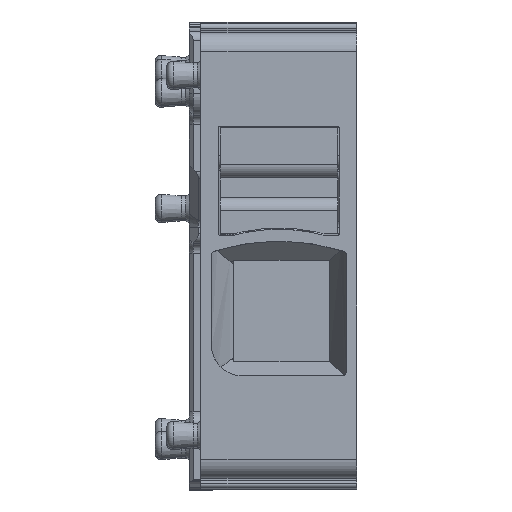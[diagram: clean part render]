
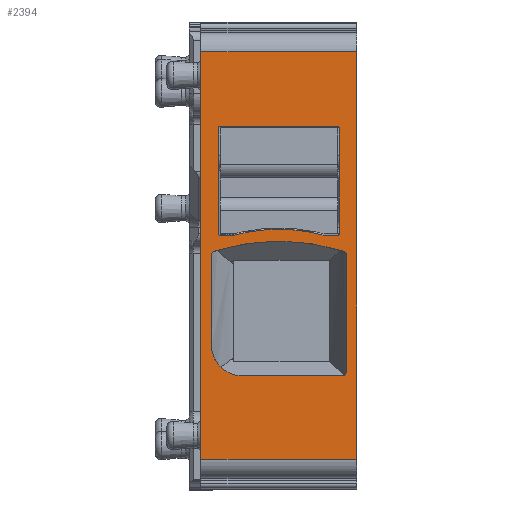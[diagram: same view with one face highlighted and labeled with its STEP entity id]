
A CAD part, top view. The second image highlights one B-rep face of the part: STEP entity #2394.
In plain terms, the highlighted planar face has unit normal (0, 0, 1).
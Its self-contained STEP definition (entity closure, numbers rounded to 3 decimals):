
#2210=AXIS2_PLACEMENT_3D('Plane Axis2P3D',#2207,#2208,#2209) ;
#2232=AXIS2_PLACEMENT_3D('Circle Axis2P3D',#2230,#2231,$) ;
#2248=AXIS2_PLACEMENT_3D('Circle Axis2P3D',#2246,#2247,$) ;
#2255=AXIS2_PLACEMENT_3D('Circle Axis2P3D',#2253,#2254,$) ;
#2262=AXIS2_PLACEMENT_3D('Circle Axis2P3D',#2260,#2261,$) ;
#2276=AXIS2_PLACEMENT_3D('Circle Axis2P3D',#2274,#2275,$) ;
#2298=AXIS2_PLACEMENT_3D('Circle Axis2P3D',#2296,#2297,$) ;
#2314=AXIS2_PLACEMENT_3D('Circle Axis2P3D',#2312,#2313,$) ;
#2328=AXIS2_PLACEMENT_3D('Circle Axis2P3D',#2326,#2327,$) ;
#2342=AXIS2_PLACEMENT_3D('Circle Axis2P3D',#2340,#2341,$) ;
#2356=AXIS2_PLACEMENT_3D('Circle Axis2P3D',#2354,#2355,$) ;
#2363=AXIS2_PLACEMENT_3D('Circle Axis2P3D',#2361,#2362,$) ;
#2370=AXIS2_PLACEMENT_3D('Circle Axis2P3D',#2368,#2369,$) ;
#2062=CARTESIAN_POINT('Vertex',(10.47,22.725,50.95)) ;
#2065=CARTESIAN_POINT('Line Origine',(10.47,12.15,50.95)) ;
#2069=CARTESIAN_POINT('Vertex',(10.47,1.575,50.95)) ;
#2181=CARTESIAN_POINT('Line Origine',(6.77,1.575,50.95)) ;
#2185=CARTESIAN_POINT('Vertex',(2.37,1.575,50.95)) ;
#2207=CARTESIAN_POINT('Axis2P3D Location',(2.37,8.3,50.95)) ;
#2212=CARTESIAN_POINT('Line Origine',(6.42,22.725,50.95)) ;
#2216=CARTESIAN_POINT('Vertex',(2.37,22.725,50.95)) ;
#2219=CARTESIAN_POINT('Line Origine',(2.37,12.15,50.95)) ;
#2230=CARTESIAN_POINT('Axis2P3D Location',(4.52,7.5,50.95)) ;
#2234=CARTESIAN_POINT('Vertex',(2.92,7.5,50.95)) ;
#2236=CARTESIAN_POINT('Vertex',(4.52,5.9,50.95)) ;
#2239=CARTESIAN_POINT('Line Origine',(2.92,9.842,50.95)) ;
#2243=CARTESIAN_POINT('Vertex',(2.92,12.183,50.95)) ;
#2246=CARTESIAN_POINT('Axis2P3D Location',(3.12,12.183,50.95)) ;
#2250=CARTESIAN_POINT('Vertex',(3.059,12.374,50.95)) ;
#2253=CARTESIAN_POINT('Axis2P3D Location',(6.42,1.9,50.95)) ;
#2257=CARTESIAN_POINT('Vertex',(9.781,12.374,50.95)) ;
#2260=CARTESIAN_POINT('Axis2P3D Location',(9.72,12.183,50.95)) ;
#2264=CARTESIAN_POINT('Vertex',(9.92,12.183,50.95)) ;
#2267=CARTESIAN_POINT('Line Origine',(9.92,9.142,50.95)) ;
#2271=CARTESIAN_POINT('Vertex',(9.92,6.1,50.95)) ;
#2274=CARTESIAN_POINT('Axis2P3D Location',(9.72,6.1,50.95)) ;
#2278=CARTESIAN_POINT('Vertex',(9.72,5.9,50.95)) ;
#2281=CARTESIAN_POINT('Line Origine',(7.12,5.9,50.95)) ;
#2296=CARTESIAN_POINT('Axis2P3D Location',(3.37,13.3,50.95)) ;
#2300=CARTESIAN_POINT('Vertex',(3.27,13.3,50.95)) ;
#2302=CARTESIAN_POINT('Vertex',(3.37,13.2,50.95)) ;
#2305=CARTESIAN_POINT('Line Origine',(3.27,16.025,50.95)) ;
#2309=CARTESIAN_POINT('Vertex',(3.27,18.75,50.95)) ;
#2312=CARTESIAN_POINT('Axis2P3D Location',(3.37,18.75,50.95)) ;
#2316=CARTESIAN_POINT('Vertex',(3.37,18.85,50.95)) ;
#2319=CARTESIAN_POINT('Line Origine',(6.42,18.85,50.95)) ;
#2323=CARTESIAN_POINT('Vertex',(9.47,18.85,50.95)) ;
#2326=CARTESIAN_POINT('Axis2P3D Location',(9.47,18.75,50.95)) ;
#2330=CARTESIAN_POINT('Vertex',(9.57,18.75,50.95)) ;
#2333=CARTESIAN_POINT('Line Origine',(9.57,16.025,50.95)) ;
#2337=CARTESIAN_POINT('Vertex',(9.57,13.3,50.95)) ;
#2340=CARTESIAN_POINT('Axis2P3D Location',(9.47,13.3,50.95)) ;
#2344=CARTESIAN_POINT('Vertex',(9.47,13.2,50.95)) ;
#2347=CARTESIAN_POINT('Line Origine',(9.12,13.2,50.95)) ;
#2351=CARTESIAN_POINT('Vertex',(8.77,13.2,50.95)) ;
#2354=CARTESIAN_POINT('Axis2P3D Location',(5.141,-1.56,50.95)) ;
#2358=CARTESIAN_POINT('Vertex',(7.959,13.376,50.95)) ;
#2361=CARTESIAN_POINT('Axis2P3D Location',(6.42,5.22,50.95)) ;
#2365=CARTESIAN_POINT('Vertex',(4.881,13.376,50.95)) ;
#2368=CARTESIAN_POINT('Axis2P3D Location',(7.699,-1.56,50.95)) ;
#2372=CARTESIAN_POINT('Vertex',(4.07,13.2,50.95)) ;
#2375=CARTESIAN_POINT('Line Origine',(3.72,13.2,50.95)) ;
#2066=DIRECTION('Vector Direction',(0.,-1.,0.)) ;
#2182=DIRECTION('Vector Direction',(1.,0.,0.)) ;
#2208=DIRECTION('Axis2P3D Direction',(0.,0.,-1.)) ;
#2209=DIRECTION('Axis2P3D XDirection',(1.,0.,0.)) ;
#2213=DIRECTION('Vector Direction',(1.,0.,0.)) ;
#2220=DIRECTION('Vector Direction',(0.,-1.,0.)) ;
#2231=DIRECTION('Axis2P3D Direction',(0.,0.,-1.)) ;
#2240=DIRECTION('Vector Direction',(0.,-1.,0.)) ;
#2247=DIRECTION('Axis2P3D Direction',(0.,0.,-1.)) ;
#2254=DIRECTION('Axis2P3D Direction',(0.,0.,-1.)) ;
#2261=DIRECTION('Axis2P3D Direction',(0.,0.,-1.)) ;
#2268=DIRECTION('Vector Direction',(0.,-1.,0.)) ;
#2275=DIRECTION('Axis2P3D Direction',(0.,0.,-1.)) ;
#2282=DIRECTION('Vector Direction',(1.,0.,0.)) ;
#2297=DIRECTION('Axis2P3D Direction',(0.,0.,-1.)) ;
#2306=DIRECTION('Vector Direction',(0.,1.,0.)) ;
#2313=DIRECTION('Axis2P3D Direction',(0.,0.,-1.)) ;
#2320=DIRECTION('Vector Direction',(-1.,0.,0.)) ;
#2327=DIRECTION('Axis2P3D Direction',(0.,0.,-1.)) ;
#2334=DIRECTION('Vector Direction',(0.,1.,0.)) ;
#2341=DIRECTION('Axis2P3D Direction',(0.,0.,-1.)) ;
#2348=DIRECTION('Vector Direction',(-1.,0.,0.)) ;
#2355=DIRECTION('Axis2P3D Direction',(0.,0.,-1.)) ;
#2362=DIRECTION('Axis2P3D Direction',(0.,0.,-1.)) ;
#2369=DIRECTION('Axis2P3D Direction',(0.,0.,-1.)) ;
#2376=DIRECTION('Vector Direction',(-1.,0.,0.)) ;
#2067=VECTOR('Line Direction',#2066,1.) ;
#2183=VECTOR('Line Direction',#2182,1.) ;
#2214=VECTOR('Line Direction',#2213,1.) ;
#2221=VECTOR('Line Direction',#2220,1.) ;
#2241=VECTOR('Line Direction',#2240,1.) ;
#2269=VECTOR('Line Direction',#2268,1.) ;
#2283=VECTOR('Line Direction',#2282,1.) ;
#2307=VECTOR('Line Direction',#2306,1.) ;
#2321=VECTOR('Line Direction',#2320,1.) ;
#2335=VECTOR('Line Direction',#2334,1.) ;
#2349=VECTOR('Line Direction',#2348,1.) ;
#2377=VECTOR('Line Direction',#2376,1.) ;
#2225=ORIENTED_EDGE('',*,*,#2187,.T.) ;
#2226=ORIENTED_EDGE('',*,*,#2071,.F.) ;
#2227=ORIENTED_EDGE('',*,*,#2218,.F.) ;
#2228=ORIENTED_EDGE('',*,*,#2223,.T.) ;
#2287=ORIENTED_EDGE('',*,*,#2238,.F.) ;
#2288=ORIENTED_EDGE('',*,*,#2245,.F.) ;
#2289=ORIENTED_EDGE('',*,*,#2252,.F.) ;
#2290=ORIENTED_EDGE('',*,*,#2259,.F.) ;
#2291=ORIENTED_EDGE('',*,*,#2266,.F.) ;
#2292=ORIENTED_EDGE('',*,*,#2273,.T.) ;
#2293=ORIENTED_EDGE('',*,*,#2280,.F.) ;
#2294=ORIENTED_EDGE('',*,*,#2285,.F.) ;
#2381=ORIENTED_EDGE('',*,*,#2304,.F.) ;
#2382=ORIENTED_EDGE('',*,*,#2311,.T.) ;
#2383=ORIENTED_EDGE('',*,*,#2318,.F.) ;
#2384=ORIENTED_EDGE('',*,*,#2325,.F.) ;
#2385=ORIENTED_EDGE('',*,*,#2332,.F.) ;
#2386=ORIENTED_EDGE('',*,*,#2339,.F.) ;
#2387=ORIENTED_EDGE('',*,*,#2346,.F.) ;
#2388=ORIENTED_EDGE('',*,*,#2353,.T.) ;
#2389=ORIENTED_EDGE('',*,*,#2360,.T.) ;
#2390=ORIENTED_EDGE('',*,*,#2367,.T.) ;
#2391=ORIENTED_EDGE('',*,*,#2374,.T.) ;
#2392=ORIENTED_EDGE('',*,*,#2379,.T.) ;
#2295=FACE_BOUND('',#2286,.T.) ;
#2393=FACE_BOUND('',#2380,.T.) ;
#2394=ADVANCED_FACE('MLD_APG_6_MI.1\\MLD_APG_6_MI',(#2229,#2295,#2393),#2211,.F.) ;
#2233=CIRCLE('generated circle',#2232,1.6) ;
#2249=CIRCLE('generated circle',#2248,0.2) ;
#2256=CIRCLE('generated circle',#2255,11.) ;
#2263=CIRCLE('generated circle',#2262,0.2) ;
#2277=CIRCLE('generated circle',#2276,0.2) ;
#2299=CIRCLE('generated circle',#2298,0.1) ;
#2315=CIRCLE('generated circle',#2314,0.1) ;
#2329=CIRCLE('generated circle',#2328,0.1) ;
#2343=CIRCLE('generated circle',#2342,0.1) ;
#2357=CIRCLE('generated circle',#2356,15.2) ;
#2364=CIRCLE('generated circle',#2363,8.3) ;
#2371=CIRCLE('generated circle',#2370,15.2) ;
#2071=EDGE_CURVE('',#2063,#2070,#2068,.T.) ;
#2187=EDGE_CURVE('',#2186,#2070,#2184,.T.) ;
#2218=EDGE_CURVE('',#2217,#2063,#2215,.T.) ;
#2223=EDGE_CURVE('',#2217,#2186,#2222,.T.) ;
#2238=EDGE_CURVE('',#2235,#2237,#2233,.F.) ;
#2245=EDGE_CURVE('',#2244,#2235,#2242,.T.) ;
#2252=EDGE_CURVE('',#2251,#2244,#2249,.F.) ;
#2259=EDGE_CURVE('',#2258,#2251,#2256,.F.) ;
#2266=EDGE_CURVE('',#2265,#2258,#2263,.F.) ;
#2273=EDGE_CURVE('',#2265,#2272,#2270,.T.) ;
#2280=EDGE_CURVE('',#2279,#2272,#2277,.F.) ;
#2285=EDGE_CURVE('',#2237,#2279,#2284,.T.) ;
#2304=EDGE_CURVE('',#2301,#2303,#2299,.F.) ;
#2311=EDGE_CURVE('',#2301,#2310,#2308,.T.) ;
#2318=EDGE_CURVE('',#2317,#2310,#2315,.F.) ;
#2325=EDGE_CURVE('',#2324,#2317,#2322,.T.) ;
#2332=EDGE_CURVE('',#2331,#2324,#2329,.F.) ;
#2339=EDGE_CURVE('',#2338,#2331,#2336,.T.) ;
#2346=EDGE_CURVE('',#2345,#2338,#2343,.F.) ;
#2353=EDGE_CURVE('',#2345,#2352,#2350,.T.) ;
#2360=EDGE_CURVE('',#2352,#2359,#2357,.F.) ;
#2367=EDGE_CURVE('',#2359,#2366,#2364,.F.) ;
#2374=EDGE_CURVE('',#2366,#2373,#2371,.F.) ;
#2379=EDGE_CURVE('',#2373,#2303,#2378,.T.) ;
#2224=EDGE_LOOP('',(#2225,#2226,#2227,#2228)) ;
#2286=EDGE_LOOP('',(#2287,#2288,#2289,#2290,#2291,#2292,#2293,#2294)) ;
#2380=EDGE_LOOP('',(#2381,#2382,#2383,#2384,#2385,#2386,#2387,#2388,#2389,#2390,#2391,#2392)) ;
#2229=FACE_OUTER_BOUND('',#2224,.T.) ;
#2068=LINE('Line',#2065,#2067) ;
#2184=LINE('Line',#2181,#2183) ;
#2215=LINE('Line',#2212,#2214) ;
#2222=LINE('Line',#2219,#2221) ;
#2242=LINE('Line',#2239,#2241) ;
#2270=LINE('Line',#2267,#2269) ;
#2284=LINE('Line',#2281,#2283) ;
#2308=LINE('Line',#2305,#2307) ;
#2322=LINE('Line',#2319,#2321) ;
#2336=LINE('Line',#2333,#2335) ;
#2350=LINE('Line',#2347,#2349) ;
#2378=LINE('Line',#2375,#2377) ;
#2211=PLANE('',#2210) ;
#2063=VERTEX_POINT('',#2062) ;
#2070=VERTEX_POINT('',#2069) ;
#2186=VERTEX_POINT('',#2185) ;
#2217=VERTEX_POINT('',#2216) ;
#2235=VERTEX_POINT('',#2234) ;
#2237=VERTEX_POINT('',#2236) ;
#2244=VERTEX_POINT('',#2243) ;
#2251=VERTEX_POINT('',#2250) ;
#2258=VERTEX_POINT('',#2257) ;
#2265=VERTEX_POINT('',#2264) ;
#2272=VERTEX_POINT('',#2271) ;
#2279=VERTEX_POINT('',#2278) ;
#2301=VERTEX_POINT('',#2300) ;
#2303=VERTEX_POINT('',#2302) ;
#2310=VERTEX_POINT('',#2309) ;
#2317=VERTEX_POINT('',#2316) ;
#2324=VERTEX_POINT('',#2323) ;
#2331=VERTEX_POINT('',#2330) ;
#2338=VERTEX_POINT('',#2337) ;
#2345=VERTEX_POINT('',#2344) ;
#2352=VERTEX_POINT('',#2351) ;
#2359=VERTEX_POINT('',#2358) ;
#2366=VERTEX_POINT('',#2365) ;
#2373=VERTEX_POINT('',#2372) ;
